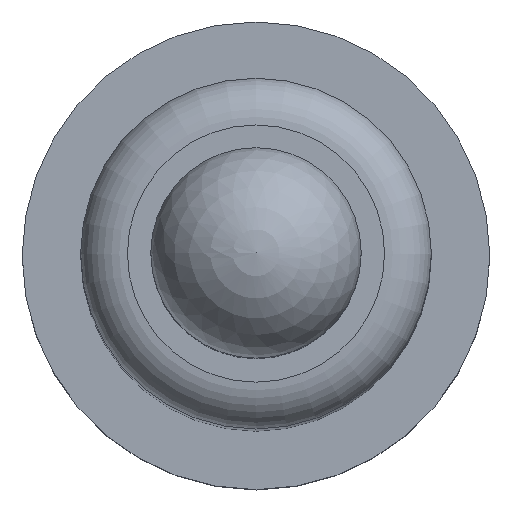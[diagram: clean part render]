
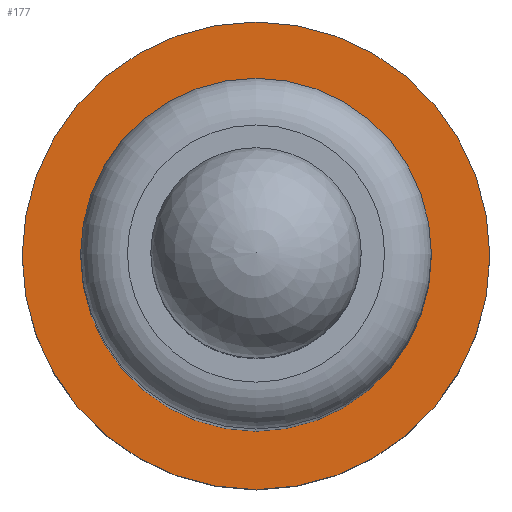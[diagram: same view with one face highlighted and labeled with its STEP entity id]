
A CAD part, top view. The second image highlights one B-rep face of the part: STEP entity #177.
In plain terms, the highlighted planar face has unit normal (0, 0, 1).
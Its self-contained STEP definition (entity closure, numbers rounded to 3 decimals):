
#30=FACE_BOUND('',#57,.T.);
#34=PLANE('',#222);
#42=FACE_OUTER_BOUND('',#56,.T.);
#56=EDGE_LOOP('',(#138));
#57=EDGE_LOOP('',(#139));
#86=CIRCLE('',#223,1.);
#87=CIRCLE('',#224,0.75);
#100=VERTEX_POINT('',#334);
#101=VERTEX_POINT('',#336);
#115=EDGE_CURVE('',#100,#100,#86,.F.);
#116=EDGE_CURVE('',#101,#101,#87,.T.);
#138=ORIENTED_EDGE('',*,*,#115,.F.);
#139=ORIENTED_EDGE('',*,*,#116,.T.);
#177=ADVANCED_FACE('',(#42,#30),#34,.T.);
#222=AXIS2_PLACEMENT_3D('',#333,#266,#267);
#223=AXIS2_PLACEMENT_3D('',#335,#268,#269);
#224=AXIS2_PLACEMENT_3D('',#337,#270,#271);
#266=DIRECTION('center_axis',(0.,0.,1.));
#267=DIRECTION('ref_axis',(1.,0.,0.));
#268=DIRECTION('center_axis',(0.,0.,1.));
#269=DIRECTION('ref_axis',(1.,0.,0.));
#270=DIRECTION('center_axis',(0.,0.,-1.));
#271=DIRECTION('ref_axis',(1.,0.,0.));
#333=CARTESIAN_POINT('Origin',(0.,0.,0.995));
#334=CARTESIAN_POINT('',(-1.,0.,0.995));
#335=CARTESIAN_POINT('Origin',(0.,0.,0.995));
#336=CARTESIAN_POINT('',(-0.75,0.,0.995));
#337=CARTESIAN_POINT('Origin',(0.,0.,0.995));
